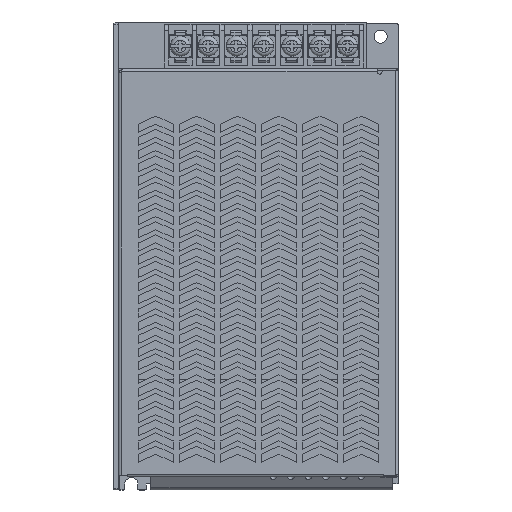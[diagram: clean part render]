
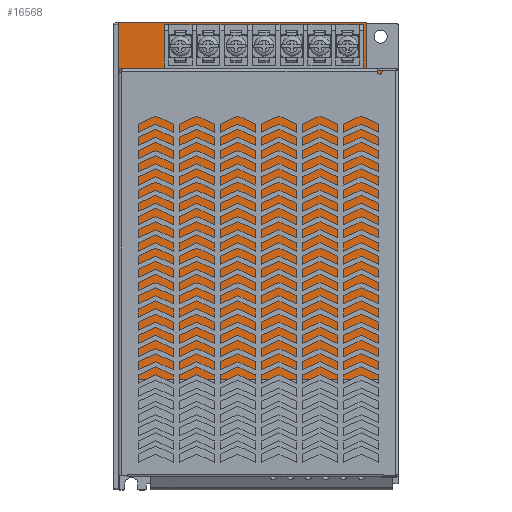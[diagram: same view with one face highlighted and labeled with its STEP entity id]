
A CAD part, top view. The second image highlights one B-rep face of the part: STEP entity #16568.
In plain terms, the highlighted planar face has unit normal (0, 0, 1).
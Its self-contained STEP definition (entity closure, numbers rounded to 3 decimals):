
#6946=LINE('',#76282,#12188);
#6951=LINE('',#76292,#12193);
#6952=LINE('',#76294,#12194);
#6958=LINE('',#76307,#12200);
#6961=LINE('',#76313,#12203);
#6962=LINE('',#76317,#12204);
#6963=LINE('',#76319,#12205);
#6964=LINE('',#76321,#12206);
#6965=LINE('',#76322,#12207);
#6966=LINE('',#76324,#12208);
#12188=VECTOR('',#62495,1.);
#12193=VECTOR('',#62502,1.);
#12194=VECTOR('',#62505,1.);
#12200=VECTOR('',#62513,1.);
#12203=VECTOR('',#62518,1.);
#12204=VECTOR('',#62523,1.);
#12205=VECTOR('',#62524,1.);
#12206=VECTOR('',#62525,1.);
#12207=VECTOR('',#62526,1.);
#12208=VECTOR('',#62527,1.);
#16568=ADVANCED_FACE('',(#19892,#19893),#18750,.T.);
#18750=PLANE('',#53203);
#19892=FACE_BOUND('',#22047,.T.);
#19893=FACE_BOUND('',#22048,.T.);
#22047=EDGE_LOOP('',(#31920));
#22048=EDGE_LOOP('',(#31921,#31922,#31923,#31924,#31925,#31926,#31927,#31928,
#31929,#31930));
#31920=ORIENTED_EDGE('',*,*,#47377,.F.);
#31921=ORIENTED_EDGE('',*,*,#47378,.F.);
#31922=ORIENTED_EDGE('',*,*,#47367,.T.);
#31923=ORIENTED_EDGE('',*,*,#47373,.T.);
#31924=ORIENTED_EDGE('',*,*,#47376,.T.);
#31925=ORIENTED_EDGE('',*,*,#47379,.F.);
#31926=ORIENTED_EDGE('',*,*,#47380,.F.);
#31927=ORIENTED_EDGE('',*,*,#47366,.T.);
#31928=ORIENTED_EDGE('',*,*,#47361,.T.);
#31929=ORIENTED_EDGE('',*,*,#47381,.F.);
#31930=ORIENTED_EDGE('',*,*,#47382,.F.);
#40764=VERTEX_POINT('',#76280);
#40766=VERTEX_POINT('',#76283);
#40769=VERTEX_POINT('',#76290);
#40770=VERTEX_POINT('',#76295);
#40771=VERTEX_POINT('',#76296);
#40775=VERTEX_POINT('',#76306);
#40777=VERTEX_POINT('',#76312);
#40778=VERTEX_POINT('',#76316);
#40779=VERTEX_POINT('',#76318);
#40780=VERTEX_POINT('',#76320);
#40781=VERTEX_POINT('',#76323);
#47361=EDGE_CURVE('',#40766,#40764,#6946,.T.);
#47366=EDGE_CURVE('',#40769,#40766,#6951,.T.);
#47367=EDGE_CURVE('',#40770,#40771,#6952,.T.);
#47373=EDGE_CURVE('',#40771,#40775,#6958,.T.);
#47376=EDGE_CURVE('',#40775,#40777,#6961,.T.);
#47377=EDGE_CURVE('',#40778,#40778,#50681,.T.);
#47378=EDGE_CURVE('',#40770,#40779,#6962,.T.);
#47379=EDGE_CURVE('',#40780,#40777,#6963,.T.);
#47380=EDGE_CURVE('',#40769,#40780,#6964,.T.);
#47381=EDGE_CURVE('',#40781,#40764,#6965,.T.);
#47382=EDGE_CURVE('',#40779,#40781,#6966,.T.);
#50681=CIRCLE('',#53202,1.665);
#53202=AXIS2_PLACEMENT_3D('',#76315,#62521,#62522);
#53203=AXIS2_PLACEMENT_3D('',#76325,#62528,#62529);
#62495=DIRECTION('',(0.,-1.,0.));
#62502=DIRECTION('',(-1.,0.,0.));
#62505=DIRECTION('',(0.,-1.,0.));
#62513=DIRECTION('',(1.,0.,0.));
#62518=DIRECTION('',(0.,1.,0.));
#62521=DIRECTION('',(0.,0.,1.));
#62522=DIRECTION('',(1.,0.,0.));
#62523=DIRECTION('',(1.,0.,0.));
#62524=DIRECTION('',(1.,0.,0.));
#62525=DIRECTION('',(0.,-1.,0.));
#62526=DIRECTION('',(-1.,0.,0.));
#62527=DIRECTION('',(0.,1.,0.));
#62528=DIRECTION('',(0.,0.,1.));
#62529=DIRECTION('',(1.,0.,0.));
#76280=CARTESIAN_POINT('',(-47.5,37.,1.6));
#76282=CARTESIAN_POINT('',(-47.5,61.,1.6));
#76283=CARTESIAN_POINT('',(-47.5,61.,1.6));
#76290=CARTESIAN_POINT('',(38.2,61.,1.6));
#76292=CARTESIAN_POINT('',(47.5,61.,1.6));
#76294=CARTESIAN_POINT('',(-47.5,61.,1.6));
#76295=CARTESIAN_POINT('',(-47.5,15.,1.6));
#76296=CARTESIAN_POINT('',(-47.5,-61.,1.6));
#76306=CARTESIAN_POINT('',(47.5,-61.,1.6));
#76307=CARTESIAN_POINT('',(-47.5,-61.,1.6));
#76312=CARTESIAN_POINT('',(47.5,45.,1.6));
#76313=CARTESIAN_POINT('',(47.5,-61.,1.6));
#76315=CARTESIAN_POINT('',(14.,32.,1.6));
#76316=CARTESIAN_POINT('',(15.665,32.,1.6));
#76317=CARTESIAN_POINT('',(-47.5,15.,1.6));
#76318=CARTESIAN_POINT('',(-46.,15.,1.6));
#76319=CARTESIAN_POINT('',(38.2,45.,1.6));
#76320=CARTESIAN_POINT('',(38.2,45.,1.6));
#76321=CARTESIAN_POINT('',(38.2,61.,1.6));
#76322=CARTESIAN_POINT('',(-46.,37.,1.6));
#76323=CARTESIAN_POINT('',(-46.,37.,1.6));
#76324=CARTESIAN_POINT('',(-46.,15.,1.6));
#76325=CARTESIAN_POINT('',(0.,0.,1.6));
